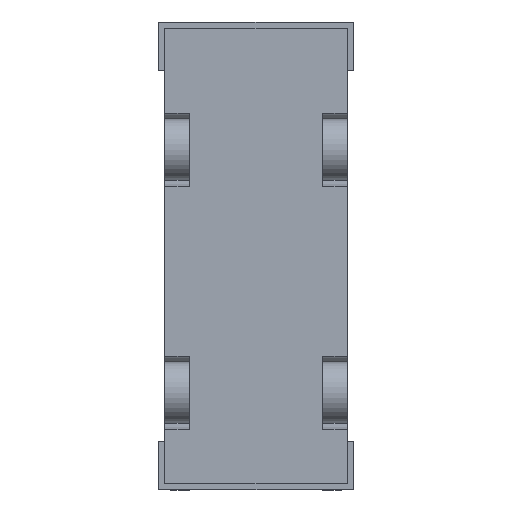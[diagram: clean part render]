
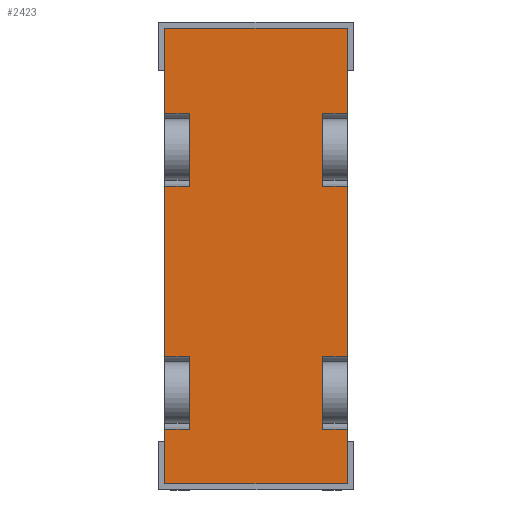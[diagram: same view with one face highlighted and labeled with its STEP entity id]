
A CAD part, front view. The second image highlights one B-rep face of the part: STEP entity #2423.
In plain terms, the highlighted planar face has unit normal (0, -1, 0).
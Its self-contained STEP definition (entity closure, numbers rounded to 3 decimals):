
#184=FACE_OUTER_BOUND('',#322,.T.);
#322=EDGE_LOOP('',(#1659,#1660,#1661,#1662,#1663,#1664,#1665,#1666,#1667,
#1668,#1669,#1670,#1671,#1672,#1673,#1674,#1675,#1676,#1677,#1678));
#499=LINE('',#3635,#786);
#500=LINE('',#3638,#787);
#501=LINE('',#3644,#788);
#502=LINE('',#3647,#789);
#503=LINE('',#3649,#790);
#504=LINE('',#3651,#791);
#505=LINE('',#3654,#792);
#506=LINE('',#3656,#793);
#507=LINE('',#3658,#794);
#508=LINE('',#3660,#795);
#509=LINE('',#3662,#796);
#510=LINE('',#3664,#797);
#511=LINE('',#3666,#798);
#512=LINE('',#3668,#799);
#513=LINE('',#3670,#800);
#514=LINE('',#3672,#801);
#515=LINE('',#3674,#802);
#516=LINE('',#3676,#803);
#517=LINE('',#3677,#804);
#518=LINE('',#3678,#805);
#786=VECTOR('',#2932,200.);
#787=VECTOR('',#2935,200.);
#788=VECTOR('',#2940,200.);
#789=VECTOR('',#2943,200.);
#790=VECTOR('',#2946,200.);
#791=VECTOR('',#2949,200.);
#792=VECTOR('',#2952,200.);
#793=VECTOR('',#2953,200.);
#794=VECTOR('',#2954,200.);
#795=VECTOR('',#2955,200.);
#796=VECTOR('',#2956,200.);
#797=VECTOR('',#2957,200.);
#798=VECTOR('',#2958,200.);
#799=VECTOR('',#2959,200.);
#800=VECTOR('',#2960,200.);
#801=VECTOR('',#2961,200.);
#802=VECTOR('',#2962,200.);
#803=VECTOR('',#2963,200.);
#804=VECTOR('',#2964,200.);
#805=VECTOR('',#2965,200.);
#1054=VERTEX_POINT('',#3631);
#1055=VERTEX_POINT('',#3632);
#1056=VERTEX_POINT('',#3634);
#1057=VERTEX_POINT('',#3636);
#1058=VERTEX_POINT('',#3640);
#1059=VERTEX_POINT('',#3641);
#1060=VERTEX_POINT('',#3643);
#1061=VERTEX_POINT('',#3645);
#1062=VERTEX_POINT('',#3653);
#1063=VERTEX_POINT('',#3655);
#1064=VERTEX_POINT('',#3657);
#1065=VERTEX_POINT('',#3659);
#1066=VERTEX_POINT('',#3661);
#1067=VERTEX_POINT('',#3663);
#1068=VERTEX_POINT('',#3665);
#1069=VERTEX_POINT('',#3667);
#1070=VERTEX_POINT('',#3669);
#1071=VERTEX_POINT('',#3671);
#1072=VERTEX_POINT('',#3673);
#1073=VERTEX_POINT('',#3675);
#1284=EDGE_CURVE('',#1056,#1055,#499,.T.);
#1286=EDGE_CURVE('',#1054,#1057,#500,.T.);
#1288=EDGE_CURVE('',#1060,#1059,#501,.T.);
#1290=EDGE_CURVE('',#1058,#1061,#502,.T.);
#1291=EDGE_CURVE('',#1061,#1060,#503,.T.);
#1292=EDGE_CURVE('',#1057,#1056,#504,.T.);
#1293=EDGE_CURVE('',#1062,#1059,#505,.T.);
#1294=EDGE_CURVE('',#1063,#1062,#506,.T.);
#1295=EDGE_CURVE('',#1064,#1063,#507,.T.);
#1296=EDGE_CURVE('',#1064,#1065,#508,.T.);
#1297=EDGE_CURVE('',#1065,#1066,#509,.T.);
#1298=EDGE_CURVE('',#1066,#1067,#510,.T.);
#1299=EDGE_CURVE('',#1068,#1067,#511,.T.);
#1300=EDGE_CURVE('',#1068,#1069,#512,.T.);
#1301=EDGE_CURVE('',#1069,#1070,#513,.T.);
#1302=EDGE_CURVE('',#1070,#1071,#514,.T.);
#1303=EDGE_CURVE('',#1072,#1071,#515,.T.);
#1304=EDGE_CURVE('',#1072,#1073,#516,.T.);
#1305=EDGE_CURVE('',#1054,#1073,#517,.T.);
#1306=EDGE_CURVE('',#1058,#1055,#518,.T.);
#1659=ORIENTED_EDGE('',*,*,#1290,.T.);
#1660=ORIENTED_EDGE('',*,*,#1291,.T.);
#1661=ORIENTED_EDGE('',*,*,#1288,.T.);
#1662=ORIENTED_EDGE('',*,*,#1293,.F.);
#1663=ORIENTED_EDGE('',*,*,#1294,.F.);
#1664=ORIENTED_EDGE('',*,*,#1295,.F.);
#1665=ORIENTED_EDGE('',*,*,#1296,.T.);
#1666=ORIENTED_EDGE('',*,*,#1297,.T.);
#1667=ORIENTED_EDGE('',*,*,#1298,.T.);
#1668=ORIENTED_EDGE('',*,*,#1299,.F.);
#1669=ORIENTED_EDGE('',*,*,#1300,.T.);
#1670=ORIENTED_EDGE('',*,*,#1301,.T.);
#1671=ORIENTED_EDGE('',*,*,#1302,.T.);
#1672=ORIENTED_EDGE('',*,*,#1303,.F.);
#1673=ORIENTED_EDGE('',*,*,#1304,.T.);
#1674=ORIENTED_EDGE('',*,*,#1305,.F.);
#1675=ORIENTED_EDGE('',*,*,#1286,.T.);
#1676=ORIENTED_EDGE('',*,*,#1292,.T.);
#1677=ORIENTED_EDGE('',*,*,#1284,.T.);
#1678=ORIENTED_EDGE('',*,*,#1306,.F.);
#2230=PLANE('',#2652);
#2423=ADVANCED_FACE('',(#184),#2230,.T.);
#2652=AXIS2_PLACEMENT_3D('',#3652,#2950,#2951);
#2932=DIRECTION('',(-1.,0.,0.));
#2935=DIRECTION('',(1.,0.,0.));
#2940=DIRECTION('',(-1.,0.,0.));
#2943=DIRECTION('',(1.,0.,0.));
#2946=DIRECTION('',(0.,0.,-1.));
#2949=DIRECTION('',(0.,0.,-1.));
#2950=DIRECTION('center_axis',(0.,-1.,0.));
#2951=DIRECTION('ref_axis',(0.,0.,1.));
#2952=DIRECTION('',(0.,0.,1.));
#2953=DIRECTION('',(-1.,0.,0.));
#2954=DIRECTION('',(0.,0.,-1.));
#2955=DIRECTION('',(-1.,0.,0.));
#2956=DIRECTION('',(0.,0.,1.));
#2957=DIRECTION('',(1.,0.,0.));
#2958=DIRECTION('',(0.,0.,-1.));
#2959=DIRECTION('',(-1.,0.,0.));
#2960=DIRECTION('',(0.,0.,1.));
#2961=DIRECTION('',(1.,0.,0.));
#2962=DIRECTION('',(0.,0.,-1.));
#2963=DIRECTION('',(-1.,0.,0.));
#2964=DIRECTION('',(0.,0.,1.));
#2965=DIRECTION('',(0.,0.,1.));
#3631=CARTESIAN_POINT('',(-300.,0.,470.001));
#3632=CARTESIAN_POINT('',(-300.,0.,230.001));
#3634=CARTESIAN_POINT('',(-220.,0.,230.001));
#3635=CARTESIAN_POINT('',(0.,0.,230.001));
#3636=CARTESIAN_POINT('',(-220.,0.,470.001));
#3638=CARTESIAN_POINT('',(0.,0.,470.001));
#3640=CARTESIAN_POINT('',(-300.,0.,-329.999));
#3641=CARTESIAN_POINT('',(-300.,0.,-569.999));
#3643=CARTESIAN_POINT('',(-220.,0.,-569.999));
#3644=CARTESIAN_POINT('',(0.,0.,-569.999));
#3645=CARTESIAN_POINT('',(-220.,0.,-329.999));
#3647=CARTESIAN_POINT('',(0.,0.,-329.999));
#3649=CARTESIAN_POINT('',(-220.,0.,-600.));
#3651=CARTESIAN_POINT('',(-220.,0.,-200.));
#3652=CARTESIAN_POINT('Origin',(300.,0.,-750.001));
#3653=CARTESIAN_POINT('',(-300.,0.,-750.001));
#3654=CARTESIAN_POINT('',(-300.,0.,750.001));
#3655=CARTESIAN_POINT('',(300.,0.,-750.001));
#3656=CARTESIAN_POINT('',(300.,0.,-750.001));
#3657=CARTESIAN_POINT('',(300.,0.,-569.999));
#3658=CARTESIAN_POINT('',(300.,0.,750.001));
#3659=CARTESIAN_POINT('',(220.,0.,-569.999));
#3660=CARTESIAN_POINT('',(300.,0.,-569.999));
#3661=CARTESIAN_POINT('',(220.,0.,-329.999));
#3662=CARTESIAN_POINT('',(220.,0.,-550.));
#3663=CARTESIAN_POINT('',(300.,0.,-329.999));
#3664=CARTESIAN_POINT('',(300.,0.,-329.999));
#3665=CARTESIAN_POINT('',(300.,0.,230.001));
#3666=CARTESIAN_POINT('',(300.,0.,750.001));
#3667=CARTESIAN_POINT('',(220.,0.,230.001));
#3668=CARTESIAN_POINT('',(300.,0.,230.001));
#3669=CARTESIAN_POINT('',(220.,0.,470.001));
#3670=CARTESIAN_POINT('',(220.,0.,-150.));
#3671=CARTESIAN_POINT('',(300.,0.,470.001));
#3672=CARTESIAN_POINT('',(300.,0.,470.001));
#3673=CARTESIAN_POINT('',(300.,0.,750.001));
#3674=CARTESIAN_POINT('',(300.,0.,750.001));
#3675=CARTESIAN_POINT('',(-300.,0.,750.001));
#3676=CARTESIAN_POINT('',(300.,0.,750.001));
#3677=CARTESIAN_POINT('',(-300.,0.,750.001));
#3678=CARTESIAN_POINT('',(-300.,0.,750.001));
